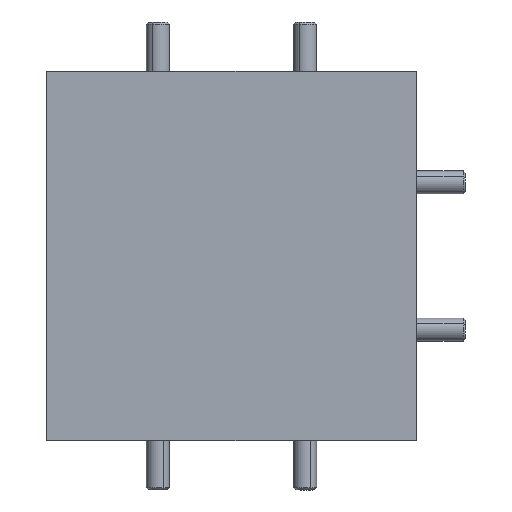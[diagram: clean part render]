
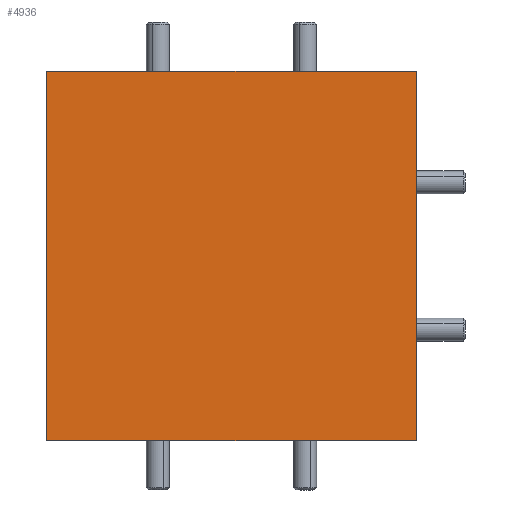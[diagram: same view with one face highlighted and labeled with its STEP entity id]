
A CAD part, left-side view. The second image highlights one B-rep face of the part: STEP entity #4936.
In plain terms, the highlighted planar face has unit normal (-1, 0, 0).
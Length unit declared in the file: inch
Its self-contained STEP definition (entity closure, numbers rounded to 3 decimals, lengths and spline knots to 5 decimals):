
#85 = VECTOR ( 'NONE', #12004, 39.37008 ) ;
#411 = CARTESIAN_POINT ( 'NONE',  ( -0.669, -0.5, -0.5 ) ) ;
#1161 = EDGE_CURVE ( 'NONE', #2420, #6281, #2816, .T. ) ;
#1438 = ORIENTED_EDGE ( 'NONE', *, *, #1161, .F. ) ;
#1593 = CARTESIAN_POINT ( 'NONE',  ( -0.669, 0.5, 0.5 ) ) ;
#1759 = CARTESIAN_POINT ( 'NONE',  ( -0.669, -0.5, 0.5 ) ) ;
#2298 = CARTESIAN_POINT ( 'NONE',  ( -0.669, 0.5, -0.5 ) ) ;
#2420 = VERTEX_POINT ( 'NONE', #9356 ) ;
#2816 = LINE ( 'NONE', #1759, #85 ) ;
#3368 = ORIENTED_EDGE ( 'NONE', *, *, #6216, .T. ) ;
#3487 = ORIENTED_EDGE ( 'NONE', *, *, #9805, .F. ) ;
#4478 = LINE ( 'NONE', #11902, #6874 ) ;
#4579 = ORIENTED_EDGE ( 'NONE', *, *, #11407, .T. ) ;
#4936 = ADVANCED_FACE ( 'NONE', ( #5645 ), #5883, .F. ) ;
#5645 = FACE_OUTER_BOUND ( 'NONE', #7063, .T. ) ;
#5806 = CARTESIAN_POINT ( 'NONE',  ( -0.669, 0.5, 0.5 ) ) ;
#5851 = AXIS2_PLACEMENT_3D ( 'NONE', #10877, #9893, #12939 ) ;
#5883 = PLANE ( 'NONE',  #5851 ) ;
#5965 = VECTOR ( 'NONE', #7840, 39.37008 ) ;
#6216 = EDGE_CURVE ( 'NONE', #10819, #6281, #9128, .T. ) ;
#6281 = VERTEX_POINT ( 'NONE', #411 ) ;
#6290 = LINE ( 'NONE', #5806, #5965 ) ;
#6874 = VECTOR ( 'NONE', #10731, 39.37008 ) ;
#7063 = EDGE_LOOP ( 'NONE', ( #3368, #1438, #3487, #4579 ) ) ;
#7840 = DIRECTION ( 'NONE',  ( 0., -1., 0. ) ) ;
#9128 = LINE ( 'NONE', #2298, #13262 ) ;
#9356 = CARTESIAN_POINT ( 'NONE',  ( -0.669, -0.5, 0.5 ) ) ;
#9496 = DIRECTION ( 'NONE',  ( 0., -1., 0. ) ) ;
#9805 = EDGE_CURVE ( 'NONE', #12310, #2420, #6290, .T. ) ;
#9893 = DIRECTION ( 'NONE',  ( 1., 0., 0. ) ) ;
#10731 = DIRECTION ( 'NONE',  ( 0., 0., -1. ) ) ;
#10790 = CARTESIAN_POINT ( 'NONE',  ( -0.669, 0.5, -0.5 ) ) ;
#10819 = VERTEX_POINT ( 'NONE', #10790 ) ;
#10877 = CARTESIAN_POINT ( 'NONE',  ( -0.669, 0.5, 0.5 ) ) ;
#11407 = EDGE_CURVE ( 'NONE', #12310, #10819, #4478, .T. ) ;
#11902 = CARTESIAN_POINT ( 'NONE',  ( -0.669, 0.5, 0.5 ) ) ;
#12004 = DIRECTION ( 'NONE',  ( 0., 0., -1. ) ) ;
#12310 = VERTEX_POINT ( 'NONE', #1593 ) ;
#12939 = DIRECTION ( 'NONE',  ( 0., 0., 1. ) ) ;
#13262 = VECTOR ( 'NONE', #9496, 39.37008 ) ;
